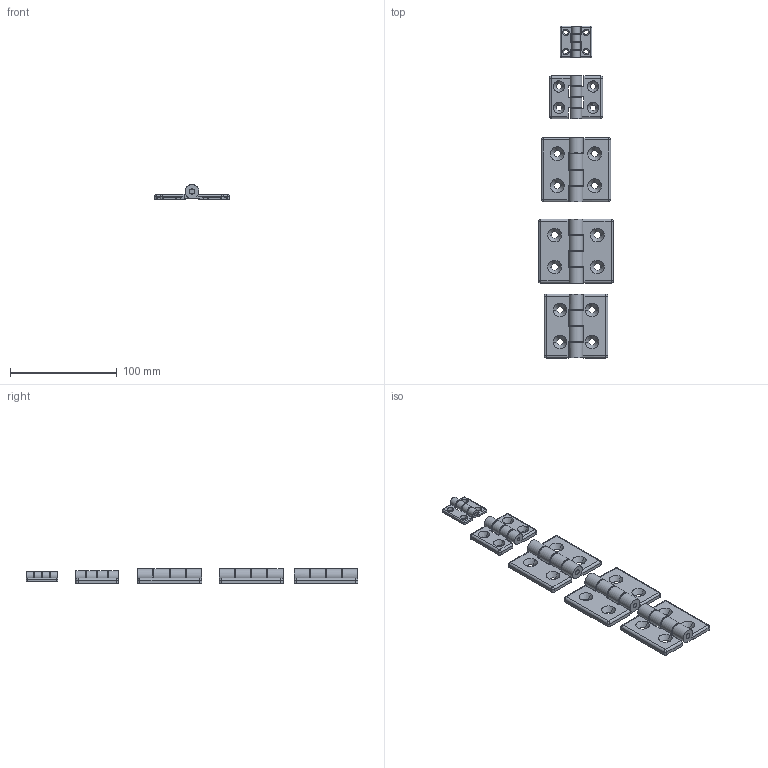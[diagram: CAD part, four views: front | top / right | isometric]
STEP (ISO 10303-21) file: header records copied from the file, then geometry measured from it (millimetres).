
FILE_DESCRIPTION(/* description */ (''),/* implementation_level */ '2;1');
FILE_NAME(/* name */ 'JL031',/* time_stamp */ '2024-12-11T12:04:17+08:00',/* author */ (''),/* organization */ (''),/* preprocessor_version */ 'ST-DEVELOPER v19.2',/* originating_system */ 'Rhino 8.5',/* authorisation */ '');
FILE_SCHEMA (('CONFIG_CONTROL_DESIGN'));
Length unit declared in the file: millimetre
Products named in the file (1): Document
Bounding box: 70 x 311.43 x 14 mm (x, y, z)
Volume: 37699.6 mm3; surface area: 59926.3 mm2
Topology: 28 solids, 30 shells, 1842 faces, 4870 edges, 3072 vertices
Faces by surface type: plane 934, cylinder 728, bspline 180
Entity records: 63818 total; most frequent: CARTESIAN_POINT 21551, ORIENTED_EDGE 9724, DIRECTION 6640, EDGE_CURVE 4870, AXIS2_PLACEMENT_3D 4135, VERTEX_POINT 3072, TRIMMED_CURVE 2502, CIRCLE 2502
